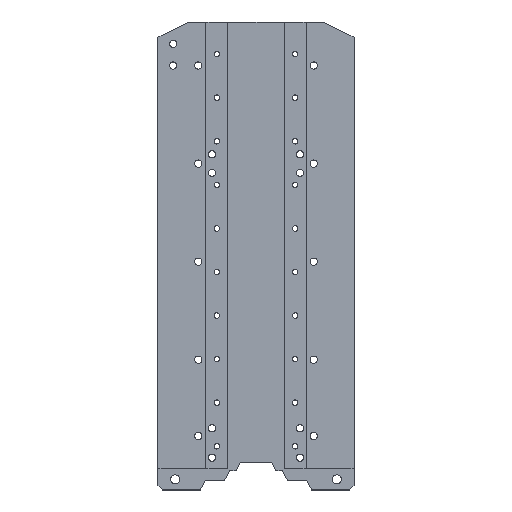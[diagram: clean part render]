
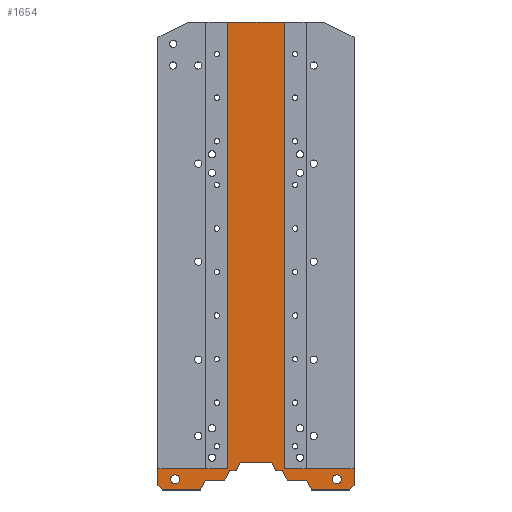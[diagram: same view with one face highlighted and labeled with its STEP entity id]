
A CAD part, top view. The second image highlights one B-rep face of the part: STEP entity #1654.
In plain terms, the highlighted planar face has unit normal (0, 0, 1).
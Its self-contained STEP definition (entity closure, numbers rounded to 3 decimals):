
#57=FACE_BOUND('',#295,.T.);
#58=FACE_BOUND('',#296,.T.);
#116=PLANE('',#1814);
#174=FACE_OUTER_BOUND('',#294,.T.);
#294=EDGE_LOOP('',(#1311,#1312,#1313,#1314,#1315,#1316,#1317,#1318,#1319,
#1320,#1321,#1322,#1323,#1324,#1325,#1326,#1327,#1328,#1329,#1330,#1331,
#1332));
#295=EDGE_LOOP('',(#1333));
#296=EDGE_LOOP('',(#1334));
#408=LINE('',#2503,#544);
#423=LINE('',#2558,#559);
#428=LINE('',#2567,#564);
#431=LINE('',#2573,#567);
#440=LINE('',#2612,#576);
#443=LINE('',#2617,#579);
#444=LINE('',#2619,#580);
#445=LINE('',#2621,#581);
#446=LINE('',#2623,#582);
#447=LINE('',#2625,#583);
#448=LINE('',#2627,#584);
#449=LINE('',#2629,#585);
#450=LINE('',#2631,#586);
#451=LINE('',#2633,#587);
#452=LINE('',#2635,#588);
#453=LINE('',#2637,#589);
#454=LINE('',#2639,#590);
#455=LINE('',#2641,#591);
#456=LINE('',#2643,#592);
#457=LINE('',#2645,#593);
#458=LINE('',#2647,#594);
#459=LINE('',#2648,#595);
#544=VECTOR('',#2046,10.);
#559=VECTOR('',#2091,10.);
#564=VECTOR('',#2098,10.);
#567=VECTOR('',#2103,10.);
#576=VECTOR('',#2144,10.);
#579=VECTOR('',#2151,10.);
#580=VECTOR('',#2152,10.);
#581=VECTOR('',#2153,10.);
#582=VECTOR('',#2154,10.);
#583=VECTOR('',#2155,10.);
#584=VECTOR('',#2156,10.);
#585=VECTOR('',#2157,10.);
#586=VECTOR('',#2158,10.);
#587=VECTOR('',#2159,10.);
#588=VECTOR('',#2160,10.);
#589=VECTOR('',#2161,10.);
#590=VECTOR('',#2162,10.);
#591=VECTOR('',#2163,10.);
#592=VECTOR('',#2164,10.);
#593=VECTOR('',#2165,10.);
#594=VECTOR('',#2166,10.);
#595=VECTOR('',#2167,10.);
#721=CIRCLE('',#1815,2.1);
#722=CIRCLE('',#1816,2.1);
#792=VERTEX_POINT('',#2500);
#793=VERTEX_POINT('',#2502);
#817=VERTEX_POINT('',#2555);
#818=VERTEX_POINT('',#2557);
#821=VERTEX_POINT('',#2565);
#823=VERTEX_POINT('',#2571);
#837=VERTEX_POINT('',#2611);
#838=VERTEX_POINT('',#2618);
#839=VERTEX_POINT('',#2620);
#840=VERTEX_POINT('',#2622);
#841=VERTEX_POINT('',#2624);
#842=VERTEX_POINT('',#2626);
#843=VERTEX_POINT('',#2628);
#844=VERTEX_POINT('',#2630);
#845=VERTEX_POINT('',#2632);
#846=VERTEX_POINT('',#2634);
#847=VERTEX_POINT('',#2636);
#848=VERTEX_POINT('',#2638);
#849=VERTEX_POINT('',#2640);
#850=VERTEX_POINT('',#2642);
#851=VERTEX_POINT('',#2644);
#852=VERTEX_POINT('',#2646);
#853=VERTEX_POINT('',#2649);
#854=VERTEX_POINT('',#2651);
#964=EDGE_CURVE('',#793,#792,#408,.F.);
#991=EDGE_CURVE('',#818,#817,#423,.T.);
#996=EDGE_CURVE('',#792,#821,#428,.T.);
#999=EDGE_CURVE('',#821,#823,#431,.T.);
#1018=EDGE_CURVE('',#837,#818,#440,.T.);
#1021=EDGE_CURVE('',#837,#823,#443,.T.);
#1022=EDGE_CURVE('',#817,#838,#444,.F.);
#1023=EDGE_CURVE('',#839,#838,#445,.T.);
#1024=EDGE_CURVE('',#839,#840,#446,.T.);
#1025=EDGE_CURVE('',#840,#841,#447,.T.);
#1026=EDGE_CURVE('',#841,#842,#448,.T.);
#1027=EDGE_CURVE('',#842,#843,#449,.T.);
#1028=EDGE_CURVE('',#843,#844,#450,.T.);
#1029=EDGE_CURVE('',#844,#845,#451,.T.);
#1030=EDGE_CURVE('',#845,#846,#452,.T.);
#1031=EDGE_CURVE('',#846,#847,#453,.T.);
#1032=EDGE_CURVE('',#847,#848,#454,.T.);
#1033=EDGE_CURVE('',#848,#849,#455,.T.);
#1034=EDGE_CURVE('',#849,#850,#456,.T.);
#1035=EDGE_CURVE('',#850,#851,#457,.T.);
#1036=EDGE_CURVE('',#851,#852,#458,.T.);
#1037=EDGE_CURVE('',#793,#852,#459,.T.);
#1038=EDGE_CURVE('',#853,#853,#721,.T.);
#1039=EDGE_CURVE('',#854,#854,#722,.T.);
#1311=ORIENTED_EDGE('',*,*,#996,.T.);
#1312=ORIENTED_EDGE('',*,*,#999,.T.);
#1313=ORIENTED_EDGE('',*,*,#1021,.F.);
#1314=ORIENTED_EDGE('',*,*,#1018,.T.);
#1315=ORIENTED_EDGE('',*,*,#991,.T.);
#1316=ORIENTED_EDGE('',*,*,#1022,.T.);
#1317=ORIENTED_EDGE('',*,*,#1023,.F.);
#1318=ORIENTED_EDGE('',*,*,#1024,.T.);
#1319=ORIENTED_EDGE('',*,*,#1025,.T.);
#1320=ORIENTED_EDGE('',*,*,#1026,.T.);
#1321=ORIENTED_EDGE('',*,*,#1027,.T.);
#1322=ORIENTED_EDGE('',*,*,#1028,.T.);
#1323=ORIENTED_EDGE('',*,*,#1029,.T.);
#1324=ORIENTED_EDGE('',*,*,#1030,.T.);
#1325=ORIENTED_EDGE('',*,*,#1031,.T.);
#1326=ORIENTED_EDGE('',*,*,#1032,.T.);
#1327=ORIENTED_EDGE('',*,*,#1033,.T.);
#1328=ORIENTED_EDGE('',*,*,#1034,.T.);
#1329=ORIENTED_EDGE('',*,*,#1035,.T.);
#1330=ORIENTED_EDGE('',*,*,#1036,.T.);
#1331=ORIENTED_EDGE('',*,*,#1037,.F.);
#1332=ORIENTED_EDGE('',*,*,#964,.T.);
#1333=ORIENTED_EDGE('',*,*,#1038,.T.);
#1334=ORIENTED_EDGE('',*,*,#1039,.T.);
#1654=ADVANCED_FACE('',(#174,#57,#58),#116,.T.);
#1814=AXIS2_PLACEMENT_3D('',#2616,#2149,#2150);
#1815=AXIS2_PLACEMENT_3D('',#2650,#2168,#2169);
#1816=AXIS2_PLACEMENT_3D('',#2652,#2170,#2171);
#2046=DIRECTION('',(0.,-1.,0.));
#2091=DIRECTION('',(-1.,0.,0.));
#2098=DIRECTION('',(-1.,0.,0.));
#2103=DIRECTION('',(0.,1.,0.));
#2144=DIRECTION('',(0.,-1.,0.));
#2149=DIRECTION('center_axis',(0.,0.,1.));
#2150=DIRECTION('ref_axis',(1.,0.,0.));
#2151=DIRECTION('',(1.,0.,0.));
#2152=DIRECTION('',(0.,1.,0.));
#2153=DIRECTION('',(-0.707,0.707,0.));
#2154=DIRECTION('',(1.,0.,0.));
#2155=DIRECTION('',(0.475,0.88,0.));
#2156=DIRECTION('',(1.,0.,0.));
#2157=DIRECTION('',(0.475,0.88,0.));
#2158=DIRECTION('',(1.,0.,0.));
#2159=DIRECTION('',(0.475,0.88,0.));
#2160=DIRECTION('',(1.,0.,0.));
#2161=DIRECTION('',(0.475,-0.88,0.));
#2162=DIRECTION('',(1.,0.,0.));
#2163=DIRECTION('',(0.475,-0.88,0.));
#2164=DIRECTION('',(1.,0.,0.));
#2165=DIRECTION('',(0.475,-0.88,0.));
#2166=DIRECTION('',(1.,0.,0.));
#2167=DIRECTION('',(-0.707,-0.707,0.));
#2168=DIRECTION('center_axis',(0.,0.,-1.));
#2169=DIRECTION('ref_axis',(1.,0.,0.));
#2170=DIRECTION('center_axis',(0.,0.,-1.));
#2171=DIRECTION('ref_axis',(1.,0.,0.));
#2500=CARTESIAN_POINT('',(174.7,64.702,547.82));
#2502=CARTESIAN_POINT('',(174.7,56.952,547.82));
#2503=CARTESIAN_POINT('',(174.7,103.748,547.82));
#2555=CARTESIAN_POINT('',(84.7,64.702,547.82));
#2557=CARTESIAN_POINT('',(116.7,64.702,547.82));
#2558=CARTESIAN_POINT('',(129.7,64.702,547.82));
#2565=CARTESIAN_POINT('',(142.7,64.702,547.82));
#2567=CARTESIAN_POINT('',(129.7,64.702,547.82));
#2571=CARTESIAN_POINT('',(142.7,269.748,547.82));
#2573=CARTESIAN_POINT('',(142.7,214.248,547.82));
#2611=CARTESIAN_POINT('',(116.7,269.748,547.82));
#2612=CARTESIAN_POINT('',(116.7,214.248,547.82));
#2616=CARTESIAN_POINT('Origin',(129.7,163.748,547.82));
#2617=CARTESIAN_POINT('',(159.95,269.748,547.82));
#2618=CARTESIAN_POINT('',(84.7,56.952,547.82));
#2619=CARTESIAN_POINT('',(84.7,223.748,547.82));
#2620=CARTESIAN_POINT('',(86.7,54.952,547.82));
#2621=CARTESIAN_POINT('',(69.751,71.901,547.82));
#2622=CARTESIAN_POINT('',(104.2,54.952,547.82));
#2623=CARTESIAN_POINT('',(167.2,54.952,547.82));
#2624=CARTESIAN_POINT('',(106.441,59.102,547.82));
#2625=CARTESIAN_POINT('',(106.441,59.102,547.82));
#2626=CARTESIAN_POINT('',(115.191,59.102,547.82));
#2627=CARTESIAN_POINT('',(115.191,59.102,547.82));
#2628=CARTESIAN_POINT('',(117.7,63.748,547.82));
#2629=CARTESIAN_POINT('',(117.7,63.748,547.82));
#2630=CARTESIAN_POINT('',(120.564,63.748,547.82));
#2631=CARTESIAN_POINT('',(105.95,63.748,547.82));
#2632=CARTESIAN_POINT('',(122.564,67.452,547.82));
#2633=CARTESIAN_POINT('',(142.626,104.609,547.82));
#2634=CARTESIAN_POINT('',(136.836,67.452,547.82));
#2635=CARTESIAN_POINT('',(126.7,67.452,547.82));
#2636=CARTESIAN_POINT('',(138.836,63.748,547.82));
#2637=CARTESIAN_POINT('',(115.774,106.461,547.82));
#2638=CARTESIAN_POINT('',(141.7,63.748,547.82));
#2639=CARTESIAN_POINT('',(105.95,63.748,547.82));
#2640=CARTESIAN_POINT('',(144.209,59.102,547.82));
#2641=CARTESIAN_POINT('',(141.7,63.748,547.82));
#2642=CARTESIAN_POINT('',(152.959,59.102,547.82));
#2643=CARTESIAN_POINT('',(144.209,59.102,547.82));
#2644=CARTESIAN_POINT('',(155.2,54.952,547.82));
#2645=CARTESIAN_POINT('',(152.959,59.102,547.82));
#2646=CARTESIAN_POINT('',(172.7,54.952,547.82));
#2647=CARTESIAN_POINT('',(167.2,54.952,547.82));
#2648=CARTESIAN_POINT('',(189.649,71.901,547.82));
#2649=CARTESIAN_POINT('',(90.484,59.827,547.82));
#2650=CARTESIAN_POINT('Origin',(92.584,59.827,547.82));
#2651=CARTESIAN_POINT('',(164.712,59.827,547.82));
#2652=CARTESIAN_POINT('Origin',(166.812,59.827,547.82));
